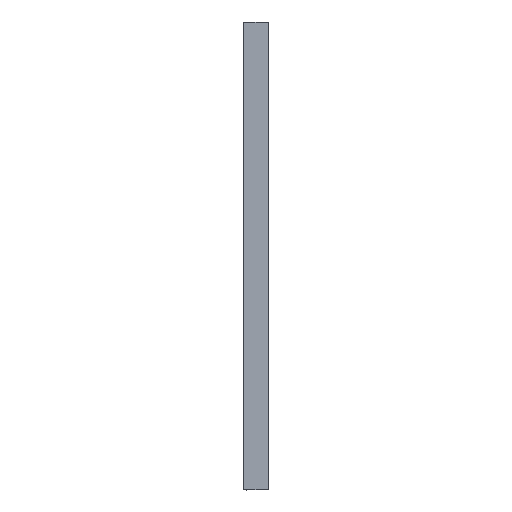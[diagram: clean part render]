
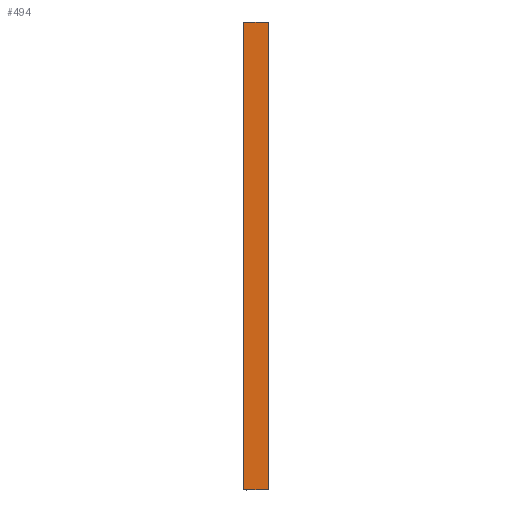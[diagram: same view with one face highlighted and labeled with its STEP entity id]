
A CAD part, left-side view. The second image highlights one B-rep face of the part: STEP entity #494.
In plain terms, the highlighted planar face has unit normal (-1, 0, 0).
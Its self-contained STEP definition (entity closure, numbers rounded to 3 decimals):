
#89 = ORIENTED_EDGE ( 'NONE', *, *, #1104, .F. ) ;
#158 = VERTEX_POINT ( 'NONE', #255 ) ;
#220 = ORIENTED_EDGE ( 'NONE', *, *, #1685, .T. ) ;
#255 = CARTESIAN_POINT ( 'NONE',  ( 0., -52., 1000. ) ) ;
#273 = DIRECTION ( 'NONE',  ( 0., 0., -1. ) ) ;
#381 = EDGE_LOOP ( 'NONE', ( #1660, #89, #1612, #220 ) ) ;
#476 = DIRECTION ( 'NONE',  ( 0., 1., 0. ) ) ;
#494 = ADVANCED_FACE ( 'NONE', ( #800 ), #1906, .T. ) ;
#501 = AXIS2_PLACEMENT_3D ( 'NONE', #1055, #777, #1977 ) ;
#513 = LINE ( 'NONE', #517, #952 ) ;
#516 = CARTESIAN_POINT ( 'NONE',  ( 0., 52., -1000. ) ) ;
#517 = CARTESIAN_POINT ( 'NONE',  ( 0., 52., 1000. ) ) ;
#622 = LINE ( 'NONE', #1483, #1539 ) ;
#733 = VERTEX_POINT ( 'NONE', #516 ) ;
#777 = DIRECTION ( 'NONE',  ( -1., 0., 0. ) ) ;
#800 = FACE_OUTER_BOUND ( 'NONE', #381, .T. ) ;
#822 = CARTESIAN_POINT ( 'NONE',  ( 0., 52., 1000. ) ) ;
#891 = VERTEX_POINT ( 'NONE', #1908 ) ;
#952 = VECTOR ( 'NONE', #1531, 1000. ) ;
#983 = VECTOR ( 'NONE', #2095, 1000. ) ;
#1055 = CARTESIAN_POINT ( 'NONE',  ( 0., -52., 1000. ) ) ;
#1104 = EDGE_CURVE ( 'NONE', #158, #891, #1115, .T. ) ;
#1110 = CARTESIAN_POINT ( 'NONE',  ( 0., -52., 1000. ) ) ;
#1115 = LINE ( 'NONE', #1110, #1983 ) ;
#1358 = EDGE_CURVE ( 'NONE', #158, #1669, #622, .T. ) ;
#1483 = CARTESIAN_POINT ( 'NONE',  ( 0., -52., 1000. ) ) ;
#1531 = DIRECTION ( 'NONE',  ( 0., 0., -1. ) ) ;
#1539 = VECTOR ( 'NONE', #476, 1000. ) ;
#1543 = LINE ( 'NONE', #1747, #983 ) ;
#1612 = ORIENTED_EDGE ( 'NONE', *, *, #1358, .T. ) ;
#1660 = ORIENTED_EDGE ( 'NONE', *, *, #1893, .F. ) ;
#1669 = VERTEX_POINT ( 'NONE', #822 ) ;
#1685 = EDGE_CURVE ( 'NONE', #1669, #733, #513, .T. ) ;
#1747 = CARTESIAN_POINT ( 'NONE',  ( 0., -52., -1000. ) ) ;
#1893 = EDGE_CURVE ( 'NONE', #891, #733, #1543, .T. ) ;
#1906 = PLANE ( 'NONE',  #501 ) ;
#1908 = CARTESIAN_POINT ( 'NONE',  ( 0., -52., -1000. ) ) ;
#1977 = DIRECTION ( 'NONE',  ( 0., -1., 0. ) ) ;
#1983 = VECTOR ( 'NONE', #273, 1000. ) ;
#2095 = DIRECTION ( 'NONE',  ( 0., 1., 0. ) ) ;
